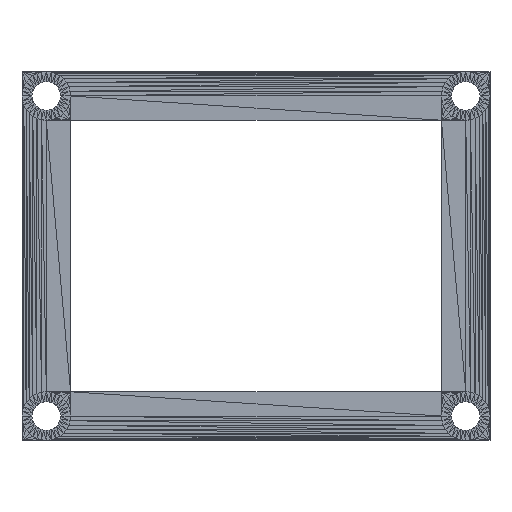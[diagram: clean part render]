
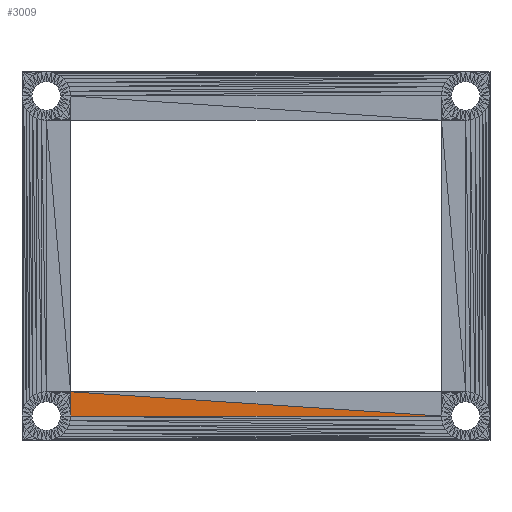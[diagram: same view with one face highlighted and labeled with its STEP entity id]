
A CAD part, top view. The second image highlights one B-rep face of the part: STEP entity #3009.
In plain terms, the highlighted planar face has unit normal (0, 0, 1).
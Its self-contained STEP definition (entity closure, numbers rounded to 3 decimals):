
#3009 = ADVANCED_FACE('',(#3010),#3036,.T.);
#3010 = FACE_BOUND('',#3011,.T.);
#3011 = EDGE_LOOP('',(#3012,#3022,#3030));
#3012 = ORIENTED_EDGE('',*,*,#3013,.T.);
#3013 = EDGE_CURVE('',#3014,#3016,#3018,.T.);
#3014 = VERTEX_POINT('',#3015);
#3015 = CARTESIAN_POINT('',(-21.336,-15.621,
    1.587));
#3016 = VERTEX_POINT('',#3017);
#3017 = CARTESIAN_POINT('',(-21.336,-18.415,
    1.587));
#3018 = LINE('',#3019,#3020);
#3019 = CARTESIAN_POINT('',(-21.336,-15.621,
    1.587));
#3020 = VECTOR('',#3021,1.);
#3021 = DIRECTION('',(0.,-1.,0.));
#3022 = ORIENTED_EDGE('',*,*,#3023,.T.);
#3023 = EDGE_CURVE('',#3016,#3024,#3026,.T.);
#3024 = VERTEX_POINT('',#3025);
#3025 = CARTESIAN_POINT('',(21.336,-18.415,
    1.587));
#3026 = LINE('',#3027,#3028);
#3027 = CARTESIAN_POINT('',(-21.336,-18.415,
    1.587));
#3028 = VECTOR('',#3029,1.);
#3029 = DIRECTION('',(1.,0.,0.));
#3030 = ORIENTED_EDGE('',*,*,#3031,.F.);
#3031 = EDGE_CURVE('',#3014,#3024,#3032,.T.);
#3032 = LINE('',#3033,#3034);
#3033 = CARTESIAN_POINT('',(-21.336,-15.621,
    1.587));
#3034 = VECTOR('',#3035,1.);
#3035 = DIRECTION('',(0.998,-0.065,0.));
#3036 = PLANE('',#3037);
#3037 = AXIS2_PLACEMENT_3D('',#3038,#3039,#3040);
#3038 = CARTESIAN_POINT('',(-0.676,-17.694,
    1.587));
#3039 = DIRECTION('',(0.,0.,1.));
#3040 = DIRECTION('',(1.,0.,-0.));
